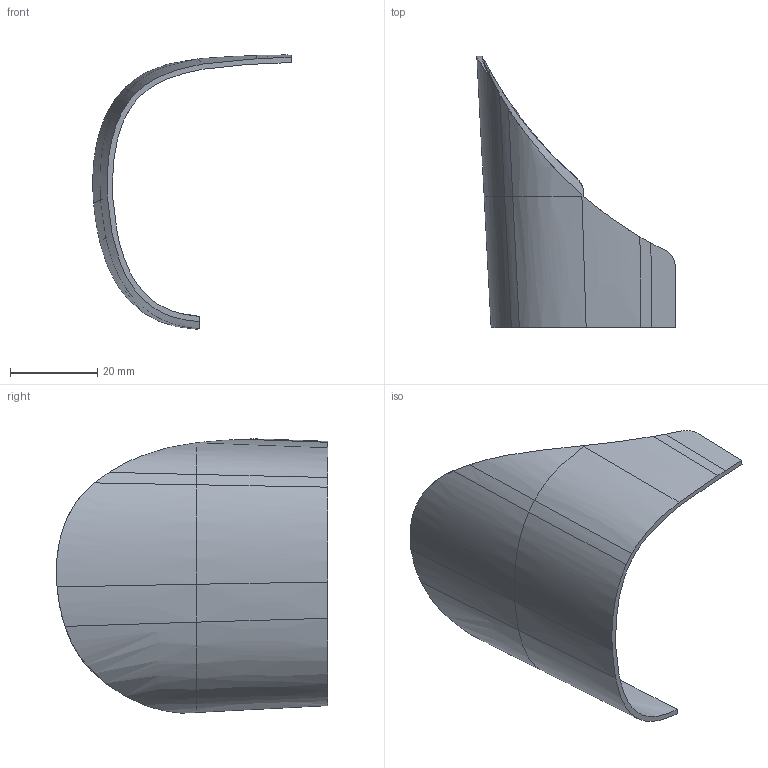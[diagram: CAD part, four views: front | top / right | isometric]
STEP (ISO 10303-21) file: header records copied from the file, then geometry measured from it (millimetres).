
FILE_DESCRIPTION(/* description */ (''),/* implementation_level */ '2;1');
FILE_NAME(/* name */ 'Diffuser.step',/* time_stamp */ '2023-08-11T00:24:00+02:00',/* author */ (''),/* organization */ (''),/* preprocessor_version */ 'ST-DEVELOPER v19.2',/* originating_system */ 'Autodesk Translation Framework v12.6.0.85',/* authorisation */ '');
FILE_SCHEMA (('AUTOMOTIVE_DESIGN { 1 0 10303 214 3 1 1 }'));
Length unit declared in the file: millimetre
Products named in the file (1): Diffuser
Bounding box: 45.42 x 62.11 x 62.78 mm (x, y, z)
Volume: 5608.6 mm3; surface area: 9771.6 mm2
Topology: 1 solids, 1 shells, 48 faces, 130 edges, 83 vertices
Faces by surface type: bspline 45, plane 3
Entity records: 4910 total; most frequent: CARTESIAN_POINT 4001, ORIENTED_EDGE 258, EDGE_CURVE 129, B_SPLINE_CURVE_WITH_KNOTS 85, VERTEX_POINT 83, DIRECTION 50, FACE_OUTER_BOUND 48, EDGE_LOOP 48
